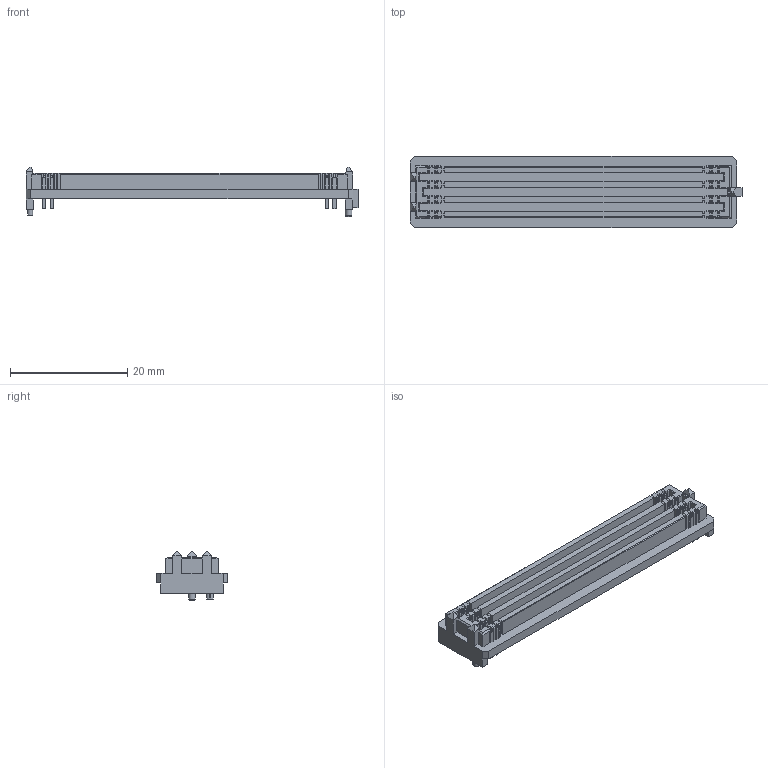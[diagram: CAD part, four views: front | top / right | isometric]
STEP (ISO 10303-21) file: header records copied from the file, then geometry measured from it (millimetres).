
FILE_DESCRIPTION(/* description */ (''),/* implementation_level */ '2;1');
FILE_NAME(/* name */ 'SAMTEC_SEAM-40-03.5-S-08-2-A-K.stp',/* time_stamp */ '2016-05-30T07:56:34+02:00',/* author */ ('riccim'),/* organization */ ('SolidWorks'),/* preprocessor_version */ 'ST-DEVELOPER v15.5',/* originating_system */ 'AutoCAD Mechanical',/* authorisation */ ' ');
FILE_SCHEMA (('AUTOMOTIVE_DESIGN { 1 0 10303 214 3 1 1 }'));
Length unit declared in the file: millimetre
Products named in the file (1): Product
Bounding box: 56.67 x 12.14 x 8.38 mm (x, y, z)
Volume: 1813.1 mm3; surface area: 3378.9 mm2
Topology: 4 solids, 4 shells, 1155 faces, 3196 edges, 2118 vertices
Faces by surface type: plane 991, cylinder 163, torus 1
Full cylindrical faces by diameter (mm): 1.118 x1
Entity records: 37189 total; most frequent: CARTESIAN_POINT 7490, ORIENTED_EDGE 6386, DIRECTION 5768, EDGE_CURVE 3193, LINE 2674, VECTOR 2674, VERTEX_POINT 2117, AXIS2_PLACEMENT_3D 1547
